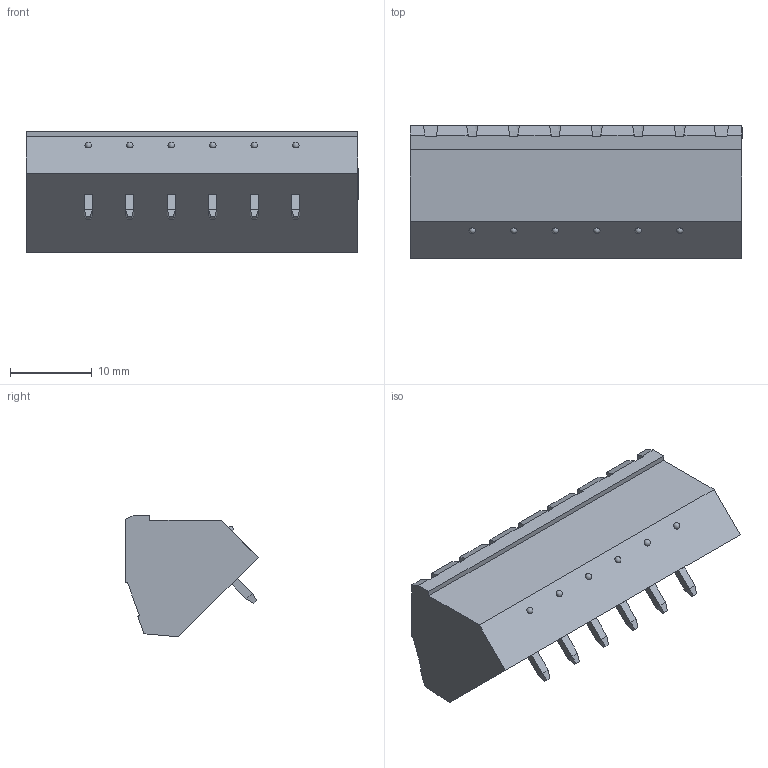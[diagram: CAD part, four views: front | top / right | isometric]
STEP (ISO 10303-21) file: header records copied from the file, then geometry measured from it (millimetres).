
FILE_DESCRIPTION( ('This file contains a STEP AP42 implementation' ,'as created by ZW3D STEP Interface translator.') ,'2;1' );
FILE_NAME( 'WJ2EDGLM-5.08-06P-00A.stp' ,'23 512.1056 2', (''), ('ZWCAD Software Co.'), 'Version 1.0', 'ZW3D to STEP translator', '' );
FILE_SCHEMA(('AUTOMOTIVE_DESIGN { 1 0 10303 214 1 1 1 1 }'));
Length unit declared in the file: millimetre
Products named in the file (2): 0; wj2edglm-5001
Bounding box: 40.64 x 16.2 x 14.9 mm (x, y, z)
Volume: 4889.2 mm3; surface area: 4266.8 mm2
Topology: 1 solids, 15 shells, 974 faces, 2808 edges, 1762 vertices
Faces by surface type: plane 768, cone 96, cylinder 88, bspline 16, sphere 6
Entity records: 38106 total; most frequent: CARTESIAN_POINT 12527, ORIENTED_EDGE 5588, DIRECTION 4633, EDGE_CURVE 2794, VERTEX_POINT 1758, VECTOR 1545, LINE 1545, AXIS2_PLACEMENT_3D 1544
